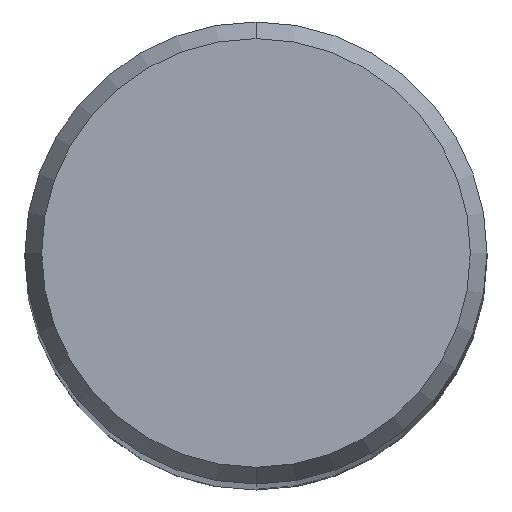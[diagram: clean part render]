
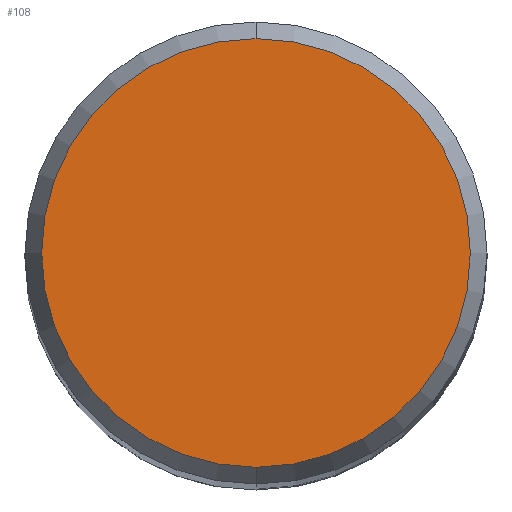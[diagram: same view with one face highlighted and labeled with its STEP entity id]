
A CAD part, top view. The second image highlights one B-rep face of the part: STEP entity #108.
In plain terms, the highlighted planar face has unit normal (0, 0, 1).
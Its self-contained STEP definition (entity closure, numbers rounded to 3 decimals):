
#86=VERTEX_POINT('',#211);
#108=ADVANCED_FACE('',(#236),#237,.T.);
#122=VERTEX_POINT('',#253);
#136=EDGE_CURVE('',#122,#86,#268,.T.);
#162=EDGE_CURVE('',#86,#122,#298,.T.);
#211=CARTESIAN_POINT('',(0.,-5.892,0.01));
#236=FACE_OUTER_BOUND('',#372,.T.);
#237=PLANE('',#373);
#253=CARTESIAN_POINT('',(0.0,5.892,0.01));
#268=CIRCLE('',#412,5.892);
#298=CIRCLE('',#452,5.892);
#372=EDGE_LOOP('',(#533,#534));
#373=AXIS2_PLACEMENT_3D('',#535,#536,#537);
#412=AXIS2_PLACEMENT_3D('',#566,#567,#568);
#452=AXIS2_PLACEMENT_3D('',#609,#610,#611);
#533=ORIENTED_EDGE('',*,*,#136,.F.);
#534=ORIENTED_EDGE('',*,*,#162,.F.);
#535=CARTESIAN_POINT('',(0.0,2.946,0.01));
#536=DIRECTION('',(-0.0,0.0,1.0));
#537=DIRECTION('',(0.0,-1.0,0.0));
#566=CARTESIAN_POINT('',(0.0,0.0,0.01));
#567=DIRECTION('',(0.0,0.0,-1.0));
#568=DIRECTION('',(0.0,1.0,0.0));
#609=CARTESIAN_POINT('',(0.0,0.0,0.01));
#610=DIRECTION('',(0.0,0.0,-1.0));
#611=DIRECTION('',(0.0,1.0,0.0));
